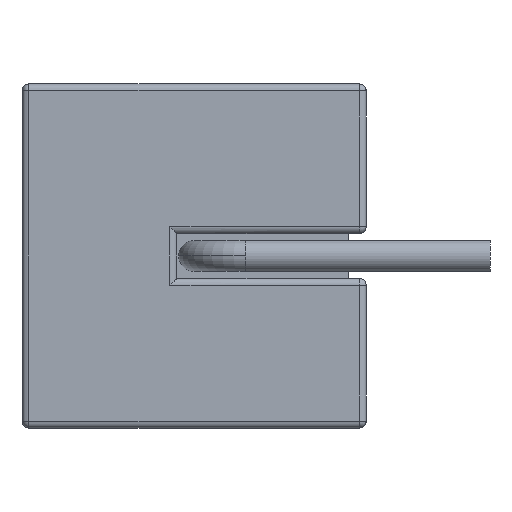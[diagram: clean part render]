
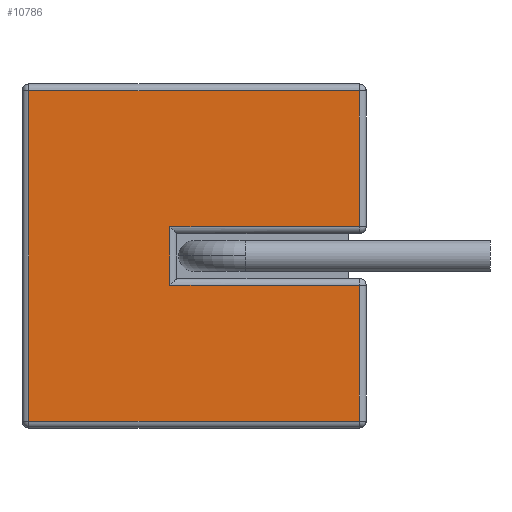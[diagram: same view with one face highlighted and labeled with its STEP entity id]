
A CAD part, left-side view. The second image highlights one B-rep face of the part: STEP entity #10786.
In plain terms, the highlighted planar face has unit normal (-1, 0, 0).
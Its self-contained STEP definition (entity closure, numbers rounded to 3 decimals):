
#33 = CARTESIAN_POINT ( 'NONE',  ( -17.5, 9.8, -5. ) ) ;
#162 = VECTOR ( 'NONE', #17767, 1000. ) ;
#192 = ORIENTED_EDGE ( 'NONE', *, *, #7491, .T. ) ;
#514 = EDGE_CURVE ( 'NONE', #6271, #876, #17679, .T. ) ;
#876 = VERTEX_POINT ( 'NONE', #15985 ) ;
#1350 = DIRECTION ( 'NONE',  ( 0., 0., -1. ) ) ;
#1420 = CARTESIAN_POINT ( 'NONE',  ( -17.5, 10., -4.8 ) ) ;
#1616 = ORIENTED_EDGE ( 'NONE', *, *, #3380, .T. ) ;
#1816 = VECTOR ( 'NONE', #8034, 1000. ) ;
#1821 = ORIENTED_EDGE ( 'NONE', *, *, #6957, .T. ) ;
#2122 = EDGE_CURVE ( 'NONE', #3172, #4812, #12731, .T. ) ;
#2323 = VECTOR ( 'NONE', #14648, 1000. ) ;
#2632 = LINE ( 'NONE', #12640, #10456 ) ;
#2795 = FACE_OUTER_BOUND ( 'NONE', #12590, .T. ) ;
#3140 = EDGE_CURVE ( 'NONE', #876, #3172, #4447, .T. ) ;
#3172 = VERTEX_POINT ( 'NONE', #7686 ) ;
#3184 = CARTESIAN_POINT ( 'NONE',  ( -17.5, 0.2, -5. ) ) ;
#3380 = EDGE_CURVE ( 'NONE', #12923, #6271, #2632, .T. ) ;
#4447 = LINE ( 'NONE', #7766, #9842 ) ;
#4643 = LINE ( 'NONE', #1420, #17198 ) ;
#4811 = CARTESIAN_POINT ( 'NONE',  ( -17.5, 5.7, -5. ) ) ;
#4812 = VERTEX_POINT ( 'NONE', #15789 ) ;
#5355 = LINE ( 'NONE', #14049, #18235 ) ;
#6139 = DIRECTION ( 'NONE',  ( 0., -1., 0. ) ) ;
#6271 = VERTEX_POINT ( 'NONE', #7798 ) ;
#6638 = ORIENTED_EDGE ( 'NONE', *, *, #3140, .T. ) ;
#6772 = DIRECTION ( 'NONE',  ( 0., 1., 0. ) ) ;
#6957 = EDGE_CURVE ( 'NONE', #16241, #10175, #5355, .T. ) ;
#7491 = EDGE_CURVE ( 'NONE', #10175, #12923, #15021, .T. ) ;
#7630 = CARTESIAN_POINT ( 'NONE',  ( -17.5, 5.7, 0.85 ) ) ;
#7686 = CARTESIAN_POINT ( 'NONE',  ( -17.5, 9.8, 4.8 ) ) ;
#7766 = CARTESIAN_POINT ( 'NONE',  ( -17.5, 10., 4.8 ) ) ;
#7798 = CARTESIAN_POINT ( 'NONE',  ( -17.5, 0.2, 0.85 ) ) ;
#8009 = ORIENTED_EDGE ( 'NONE', *, *, #14919, .T. ) ;
#8034 = DIRECTION ( 'NONE',  ( 0., 0., 1. ) ) ;
#8596 = DIRECTION ( 'NONE',  ( 1., 0., 0. ) ) ;
#8620 = LINE ( 'NONE', #8811, #2323 ) ;
#8797 = CARTESIAN_POINT ( 'NONE',  ( -17.5, 0.2, -0.85 ) ) ;
#8811 = CARTESIAN_POINT ( 'NONE',  ( -17.5, 0.2, -5. ) ) ;
#9842 = VECTOR ( 'NONE', #10268, 1000. ) ;
#10041 = DIRECTION ( 'NONE',  ( 0., 0., -1. ) ) ;
#10120 = ORIENTED_EDGE ( 'NONE', *, *, #514, .T. ) ;
#10175 = VERTEX_POINT ( 'NONE', #18380 ) ;
#10268 = DIRECTION ( 'NONE',  ( 0., 1., 0. ) ) ;
#10456 = VECTOR ( 'NONE', #6139, 1000. ) ;
#10712 = CARTESIAN_POINT ( 'NONE',  ( -17.5, 0.2, -4.8 ) ) ;
#10786 = ADVANCED_FACE ( 'NONE', ( #2795 ), #12904, .F. ) ;
#11510 = ORIENTED_EDGE ( 'NONE', *, *, #13162, .T. ) ;
#11831 = VECTOR ( 'NONE', #10041, 1000. ) ;
#12590 = EDGE_LOOP ( 'NONE', ( #192, #1616, #10120, #6638, #17264, #11510, #8009, #1821 ) ) ;
#12640 = CARTESIAN_POINT ( 'NONE',  ( -17.5, 10., 0.85 ) ) ;
#12731 = LINE ( 'NONE', #33, #11831 ) ;
#12904 = PLANE ( 'NONE',  #18019 ) ;
#12923 = VERTEX_POINT ( 'NONE', #7630 ) ;
#13162 = EDGE_CURVE ( 'NONE', #4812, #13375, #4643, .T. ) ;
#13375 = VERTEX_POINT ( 'NONE', #10712 ) ;
#14049 = CARTESIAN_POINT ( 'NONE',  ( -17.5, 10., -0.85 ) ) ;
#14648 = DIRECTION ( 'NONE',  ( 0., 0., 1. ) ) ;
#14919 = EDGE_CURVE ( 'NONE', #13375, #16241, #8620, .T. ) ;
#15021 = LINE ( 'NONE', #4811, #1816 ) ;
#15789 = CARTESIAN_POINT ( 'NONE',  ( -17.5, 9.8, -4.8 ) ) ;
#15985 = CARTESIAN_POINT ( 'NONE',  ( -17.5, 0.2, 4.8 ) ) ;
#16040 = CARTESIAN_POINT ( 'NONE',  ( -17.5, 10., -5. ) ) ;
#16241 = VERTEX_POINT ( 'NONE', #8797 ) ;
#17198 = VECTOR ( 'NONE', #17424, 1000. ) ;
#17264 = ORIENTED_EDGE ( 'NONE', *, *, #2122, .T. ) ;
#17424 = DIRECTION ( 'NONE',  ( 0., -1., 0. ) ) ;
#17679 = LINE ( 'NONE', #3184, #162 ) ;
#17767 = DIRECTION ( 'NONE',  ( 0., 0., 1. ) ) ;
#18019 = AXIS2_PLACEMENT_3D ( 'NONE', #16040, #8596, #1350 ) ;
#18235 = VECTOR ( 'NONE', #6772, 1000. ) ;
#18380 = CARTESIAN_POINT ( 'NONE',  ( -17.5, 5.7, -0.85 ) ) ;
